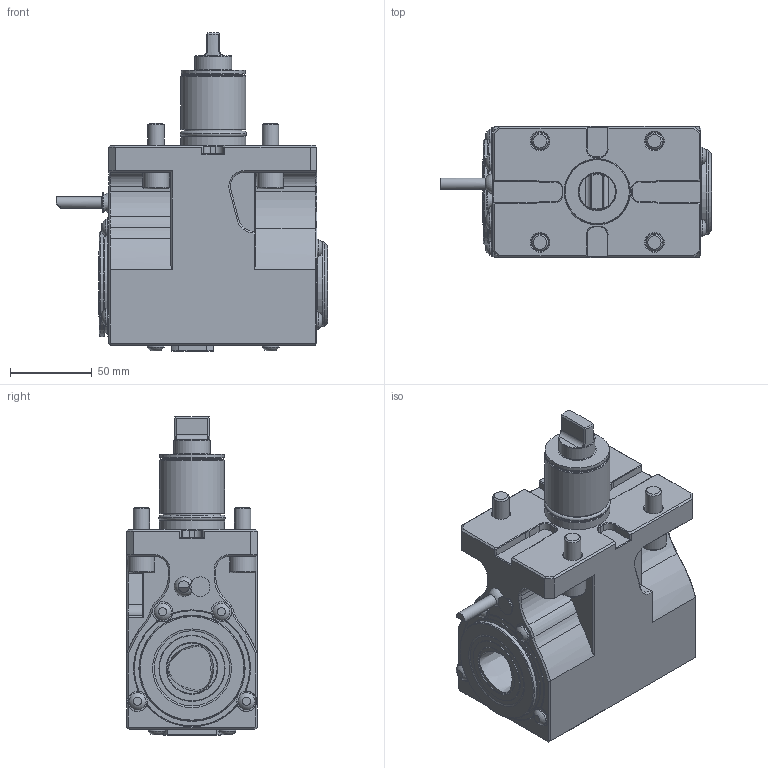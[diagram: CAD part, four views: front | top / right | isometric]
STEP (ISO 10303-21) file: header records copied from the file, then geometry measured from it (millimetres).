
FILE_DESCRIPTION(/* description */ ('Unknown'),/* implementation_level */ '2;1');
FILE_NAME(/* name */ 'C4_DNI_MS40A_E_HS_SIM',/* time_stamp */ '2022-12-19T15:00:01+01:00',/* author */ ('WTO KS'),/* organization */ ('WTO'),/* preprocessor_version */ 'ST-DEVELOPER v16.7',/* originating_system */ 'DEX',/* authorisation */ $);
FILE_SCHEMA (('AUTOMOTIVE_DESIGN {1 0 10303 214 3 1 1}'));
Length unit declared in the file: millimetre
Products named in the file (1): 116730_C4-DNI-MS40A-E-HS_vereinfacht_STP_00451141
Bounding box: 166 x 80 x 195 mm (x, y, z)
Volume: 1185575.4 mm3; surface area: 104518.2 mm2
Topology: 1 solids, 1 shells, 480 faces, 1221 edges, 747 vertices
Faces by surface type: plane 226, cone 114, cylinder 108, torus 16, sphere 13, bspline 3
Full cylindrical faces by diameter (mm): 2.5 x1, 6 x9, 6.2 x9, 7 x1, 10 x4, 10.5 x12, 11 x4, 16 x4, 22.5 x1, 31.5 x1, 34.8 x1, 35.2 x1, 37 x1, 37.1 x1, 39.2 x1, 39.8 x2, 40.6 x1, 52 x1, 55 x1, 60 x1, 64.4 x1, 70.8 x1, 71 x1, 75 x1
Entity records: 13320 total; most frequent: CARTESIAN_POINT 2601, DIRECTION 2325, ORIENTED_EDGE 1986, EDGE_CURVE 993, AXIS2_PLACEMENT_3D 943, EDGE_LOOP 685, FACE_BOUND 685, VERTEX_POINT 678
